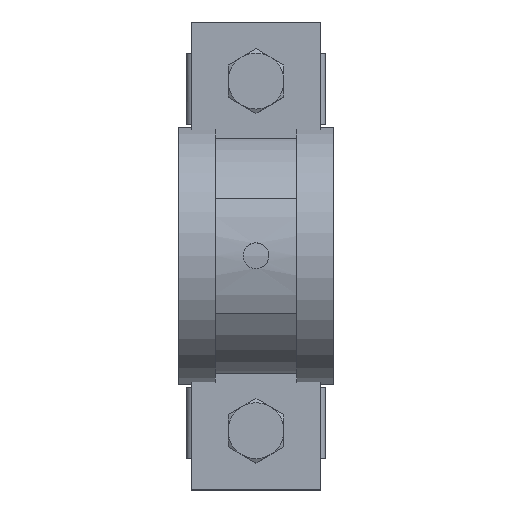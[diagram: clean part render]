
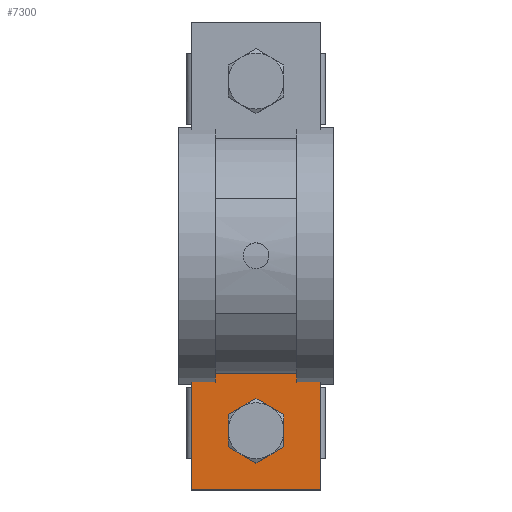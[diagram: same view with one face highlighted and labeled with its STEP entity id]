
A CAD part, top view. The second image highlights one B-rep face of the part: STEP entity #7300.
In plain terms, the highlighted planar face has unit normal (0, 0, 1).
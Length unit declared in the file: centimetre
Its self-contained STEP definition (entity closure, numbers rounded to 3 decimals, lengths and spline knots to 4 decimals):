
#172=FACE_BOUND('',#1227,.T.);
#225=PLANE('',#7763);
#451=CIRCLE('',#7739,4.25);
#466=CIRCLE('',#7764,4.25);
#794=FACE_OUTER_BOUND('',#1226,.T.);
#1226=EDGE_LOOP('',(#4954,#4955,#4956,#4957,#4958,#4959));
#1227=EDGE_LOOP('',(#4960,#4961,#4962,#4963));
#1709=LINE('',#10949,#2365);
#1711=LINE('',#10954,#2367);
#1715=LINE('',#10964,#2371);
#1719=LINE('',#10974,#2375);
#1720=LINE('',#10975,#2376);
#1721=LINE('',#10976,#2377);
#1722=LINE('',#10978,#2378);
#1723=LINE('',#10981,#2379);
#2365=VECTOR('',#8582,1000.);
#2367=VECTOR('',#8586,1000.);
#2371=VECTOR('',#8594,1000.);
#2375=VECTOR('',#8604,1000.);
#2376=VECTOR('',#8605,1000.);
#2377=VECTOR('',#8606,1000.);
#2378=VECTOR('',#8607,1000.);
#2379=VECTOR('',#8610,1000.);
#3063=VERTEX_POINT('',#10888);
#3064=VERTEX_POINT('',#10890);
#3086=VERTEX_POINT('',#10942);
#3088=VERTEX_POINT('',#10947);
#3090=VERTEX_POINT('',#10953);
#3093=VERTEX_POINT('',#10961);
#3094=VERTEX_POINT('',#10963);
#3097=VERTEX_POINT('',#10973);
#3098=VERTEX_POINT('',#10977);
#3099=VERTEX_POINT('',#10979);
#3788=EDGE_CURVE('',#3063,#3064,#451,.T.);
#3816=EDGE_CURVE('',#3086,#3088,#1709,.T.);
#3818=EDGE_CURVE('',#3086,#3090,#1711,.T.);
#3823=EDGE_CURVE('',#3093,#3094,#1715,.T.);
#3828=EDGE_CURVE('',#3093,#3097,#1719,.T.);
#3829=EDGE_CURVE('',#3090,#3097,#1720,.T.);
#3830=EDGE_CURVE('',#3094,#3088,#1721,.T.);
#3831=EDGE_CURVE('',#3098,#3063,#1722,.T.);
#3832=EDGE_CURVE('',#3099,#3098,#466,.T.);
#3833=EDGE_CURVE('',#3064,#3099,#1723,.T.);
#4954=ORIENTED_EDGE('',*,*,#3828,.T.);
#4955=ORIENTED_EDGE('',*,*,#3829,.F.);
#4956=ORIENTED_EDGE('',*,*,#3818,.F.);
#4957=ORIENTED_EDGE('',*,*,#3816,.T.);
#4958=ORIENTED_EDGE('',*,*,#3830,.F.);
#4959=ORIENTED_EDGE('',*,*,#3823,.F.);
#4960=ORIENTED_EDGE('',*,*,#3831,.F.);
#4961=ORIENTED_EDGE('',*,*,#3832,.F.);
#4962=ORIENTED_EDGE('',*,*,#3833,.F.);
#4963=ORIENTED_EDGE('',*,*,#3788,.F.);
#7300=ADVANCED_FACE('',(#794,#172),#225,.F.);
#7739=AXIS2_PLACEMENT_3D('',#10891,#8529,#8530);
#7763=AXIS2_PLACEMENT_3D('',#10972,#8602,#8603);
#7764=AXIS2_PLACEMENT_3D('',#10980,#8608,#8609);
#8529=DIRECTION('center_axis',(0.,0.,1.));
#8530=DIRECTION('ref_axis',(0.,-1.,0.));
#8582=DIRECTION('',(0.,1.,0.));
#8586=DIRECTION('',(0.,-1.,0.));
#8594=DIRECTION('',(0.,1.,0.));
#8602=DIRECTION('center_axis',(0.,0.,
-1.));
#8603=DIRECTION('ref_axis',(0.,1.,0.));
#8604=DIRECTION('',(0.,-1.,0.));
#8605=DIRECTION('',(-1.,0.,0.));
#8606=DIRECTION('',(1.,0.,0.));
#8607=DIRECTION('',(0.,-1.,0.));
#8608=DIRECTION('center_axis',(0.,0.,1.));
#8609=DIRECTION('ref_axis',(0.,-1.,0.));
#8610=DIRECTION('',(0.,1.,0.));
#10888=CARTESIAN_POINT('',(4.25,-37.9823,55.6));
#10890=CARTESIAN_POINT('',(12.75,-37.9823,55.6));
#10891=CARTESIAN_POINT('Origin',(8.5,-37.9823,55.6));
#10942=CARTESIAN_POINT('',(23.5,-24.2239,55.6));
#10947=CARTESIAN_POINT('',(23.5,-22.4172,55.6));
#10949=CARTESIAN_POINT('',(23.5,-24.2239,55.6));
#10953=CARTESIAN_POINT('',(23.5,-49.4823,55.6));
#10954=CARTESIAN_POINT('',(23.5,-24.2239,55.6));
#10961=CARTESIAN_POINT('',(-6.5,-24.2239,55.6));
#10963=CARTESIAN_POINT('',(-6.5,-22.4172,55.6));
#10964=CARTESIAN_POINT('',(-6.5,-24.2239,55.6));
#10972=CARTESIAN_POINT('Origin',(23.5,-24.2239,55.6));
#10973=CARTESIAN_POINT('',(-6.5,-49.4823,55.6));
#10974=CARTESIAN_POINT('',(-6.5,-24.2239,55.6));
#10975=CARTESIAN_POINT('',(23.5,-49.4823,55.6));
#10976=CARTESIAN_POINT('',(23.5,-22.4172,55.6));
#10977=CARTESIAN_POINT('',(4.25,-33.4823,55.6));
#10978=CARTESIAN_POINT('',(4.25,-33.4823,55.6));
#10979=CARTESIAN_POINT('',(12.75,-33.4823,55.6));
#10980=CARTESIAN_POINT('Origin',(8.5,-33.4823,55.6));
#10981=CARTESIAN_POINT('',(12.75,-33.4823,55.6));
